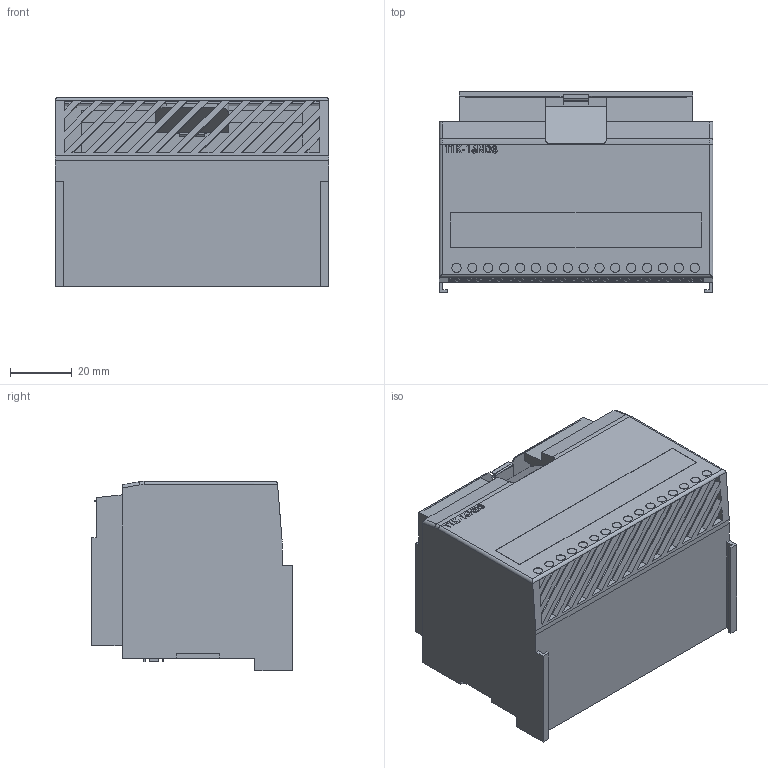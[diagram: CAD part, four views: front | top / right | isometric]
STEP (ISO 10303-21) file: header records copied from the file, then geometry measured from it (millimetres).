
FILE_DESCRIPTION (( 'STEP AP214' ), '1' );
FILE_NAME ('T1K-16ND3.STEP', '2013-11-18T13:07:06', ( '' ), ( '' ), 'SwSTEP 2.0', 'SolidWorks 2013', '' );
FILE_SCHEMA (( 'AUTOMOTIVE_DESIGN' ));
Length unit declared in the file: millimetre
Products named in the file (1): T1K-16ND3
Bounding box: 88.7 x 65.1 x 61.36 mm (x, y, z)
Volume: 45450.2 mm3; surface area: 54522.6 mm2
Topology: 1 solids, 1 shells, 649 faces, 1680 edges, 1091 vertices
Faces by surface type: plane 440, cylinder 181, bspline 26, torus 2
Entity records: 28335 total; most frequent: CARTESIAN_POINT 5077, ORIENTED_EDGE 3360, DIRECTION 3210, EDGE_CURVE 1680, VECTOR 1258, LINE 1258, VERTEX_POINT 1091, AXIS2_PLACEMENT_3D 976
